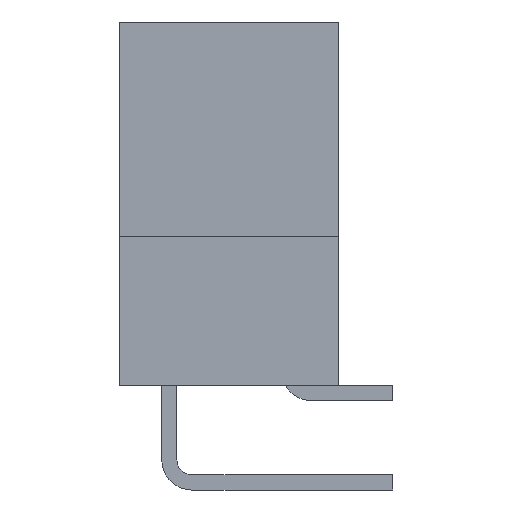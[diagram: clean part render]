
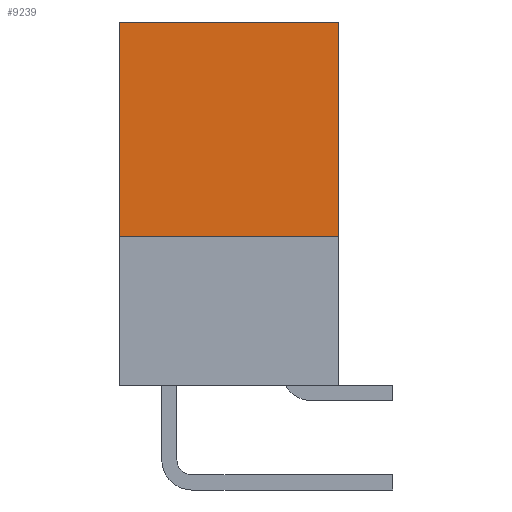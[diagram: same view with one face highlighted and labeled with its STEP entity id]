
A CAD part, left-side view. The second image highlights one B-rep face of the part: STEP entity #9239.
In plain terms, the highlighted planar face has unit normal (-1, 0, 0).
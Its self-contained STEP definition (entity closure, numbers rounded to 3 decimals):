
#85=DIRECTION('',(0.,0.,1.));
#86=VECTOR('',#85,9.144);
#87=CARTESIAN_POINT('',(-26.162,-4.674,-9.144));
#88=LINE('',#87,#86);
#355=DIRECTION('',(0.,0.,1.));
#356=VECTOR('',#355,9.144);
#357=CARTESIAN_POINT('',(-26.162,4.674,-9.144));
#358=LINE('',#357,#356);
#403=DIRECTION('',(0.,1.,0.));
#404=VECTOR('',#403,9.347);
#405=CARTESIAN_POINT('',(-26.162,-4.674,-9.144));
#406=LINE('',#405,#404);
#407=DIRECTION('',(0.,1.,0.));
#408=VECTOR('',#407,9.347);
#409=CARTESIAN_POINT('',(-26.162,-4.674,0.));
#410=LINE('',#409,#408);
#6772=CARTESIAN_POINT('',(-26.162,-4.674,-9.144));
#6773=CARTESIAN_POINT('',(-26.162,-4.674,0.));
#6774=VERTEX_POINT('',#6772);
#6775=VERTEX_POINT('',#6773);
#6782=CARTESIAN_POINT('',(-26.162,4.674,-9.144));
#6783=VERTEX_POINT('',#6782);
#6784=CARTESIAN_POINT('',(-26.162,4.674,0.));
#6785=VERTEX_POINT('',#6784);
#9227=CARTESIAN_POINT('',(-26.162,-4.674,-9.144));
#9228=DIRECTION('',(-1.,0.,0.));
#9229=DIRECTION('',(0.,0.,1.));
#9230=AXIS2_PLACEMENT_3D('',#9227,#9228,#9229);
#9231=PLANE('',#9230);
#9232=ORIENTED_EDGE('',*,*,#8895,.F.);
#9233=ORIENTED_EDGE('',*,*,#9192,.T.);
#9234=ORIENTED_EDGE('',*,*,#9151,.T.);
#9236=ORIENTED_EDGE('',*,*,#9235,.F.);
#9237=EDGE_LOOP('',(#9232,#9233,#9234,#9236));
#9238=FACE_OUTER_BOUND('',#9237,.F.);
#9239=ADVANCED_FACE('',(#9238),#9231,.T.);
#8895=EDGE_CURVE('',#6774,#6775,#88,.T.);
#9151=EDGE_CURVE('',#6783,#6785,#358,.T.);
#9192=EDGE_CURVE('',#6774,#6783,#406,.T.);
#9235=EDGE_CURVE('',#6775,#6785,#410,.T.);
